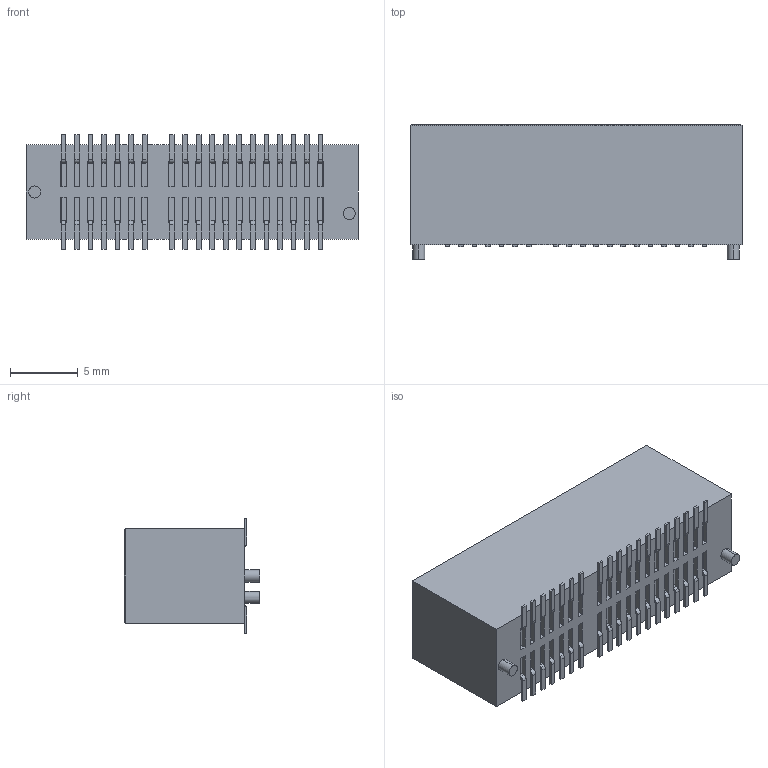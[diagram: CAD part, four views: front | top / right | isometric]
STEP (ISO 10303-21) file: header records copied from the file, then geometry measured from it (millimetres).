
FILE_DESCRIPTION (( 'STEP AP214' ), '1' );
FILE_NAME ('MEC1-120-02-L-D-A-K-TR.STEP', '2025-03-19T12:05:42', ( '' ), ( '' ), 'SwSTEP 2.0', 'SolidWorks 2024', '' );
FILE_SCHEMA (( 'AUTOMOTIVE_DESIGN' ));
Length unit declared in the file: inch
Products named in the file (4): MEC1-120-02-L-D-A-K-TR; MEC1-120-02-L-D-A-K-TR_terminal; MEC1-C-113-02-F-202_pin; MEC1-C-113-02-L-20_pin
Assembly tree (3 placements, depth 2):
  MEC1-120-02-L-D-A-K-TR
    MEC1-120-02-L-D-A-K-TR_terminal
    MEC1-C-113-02-L-20_pin
    MEC1-C-113-02-F-202_pin
Bounding box: 24.54 x 9.99 x 8.48 mm (x, y, z)
Volume: 1026.2 mm3; surface area: 3074.2 mm2
Topology: 3 solids, 3 shells, 1229 faces, 3677 edges, 2421 vertices
Faces by surface type: plane 959, cylinder 270
Entity records: 41190 total; most frequent: ORIENTED_EDGE 7354, CARTESIAN_POINT 7333, DIRECTION 6687, EDGE_CURVE 3677, LINE 3137, VECTOR 3137, VERTEX_POINT 2421, AXIS2_PLACEMENT_3D 1775
